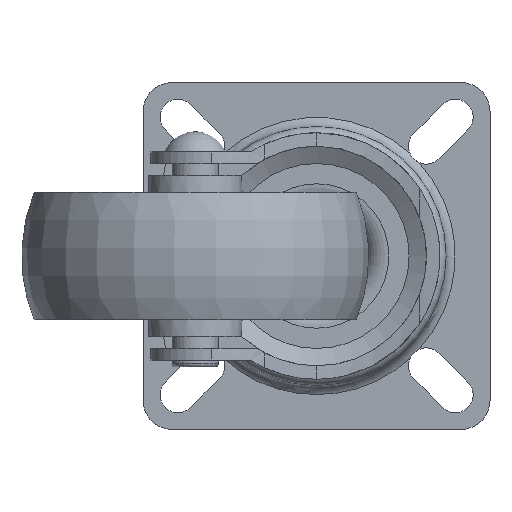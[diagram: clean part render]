
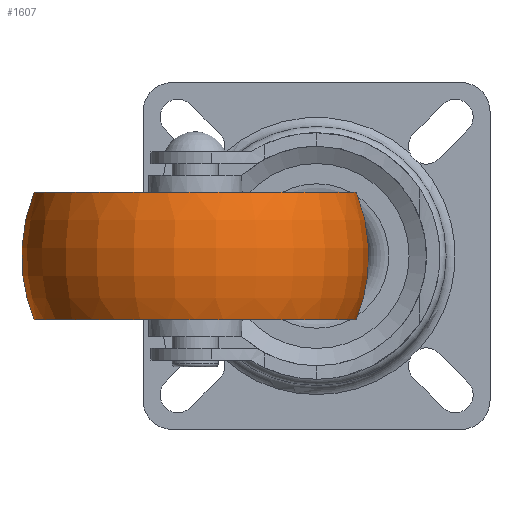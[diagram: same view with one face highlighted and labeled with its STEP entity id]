
A CAD part, front view. The second image highlights one B-rep face of the part: STEP entity #1607.
In plain terms, the highlighted toroidal (fillet/blend) face has major radius 0.6 mm and minor radius 29.4 mm.
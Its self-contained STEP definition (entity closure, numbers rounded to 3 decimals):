
#18=DEGENERATE_TOROIDAL_SURFACE('',#1831,0.6,29.4,.T.);
#684=ORIENTED_EDGE('',*,*,#898,.T.);
#685=ORIENTED_EDGE('',*,*,#897,.F.);
#897=EDGE_CURVE('',#1051,#1051,#1147,.T.);
#898=EDGE_CURVE('',#1052,#1052,#1148,.T.);
#1051=VERTEX_POINT('',#2868);
#1052=VERTEX_POINT('',#2871);
#1147=CIRCLE('',#1830,27.865);
#1148=CIRCLE('',#1832,27.865);
#1298=EDGE_LOOP('',(#684));
#1299=EDGE_LOOP('',(#685));
#1456=FACE_BOUND('',#1298,.T.);
#1457=FACE_BOUND('',#1299,.T.);
#1607=ADVANCED_FACE('',(#1456,#1457),#18,.T.);
#1830=AXIS2_PLACEMENT_3D('',#2867,#2314,#2315);
#1831=AXIS2_PLACEMENT_3D('',#2869,#2316,#2317);
#1832=AXIS2_PLACEMENT_3D('',#2870,#2318,#2319);
#2314=DIRECTION('',(1.,0.,0.));
#2315=DIRECTION('',(0.,0.,-1.));
#2316=DIRECTION('',(1.,0.,0.));
#2317=DIRECTION('',(0.,0.,-1.));
#2318=DIRECTION('',(1.,0.,0.));
#2319=DIRECTION('',(0.,0.,-1.));
#2867=CARTESIAN_POINT('',(25.,0.,0.));
#2868=CARTESIAN_POINT('',(25.,0.,-27.865));
#2869=CARTESIAN_POINT('',(14.,0.,0.));
#2870=CARTESIAN_POINT('',(3.,0.,0.));
#2871=CARTESIAN_POINT('',(3.,0.,-27.865));
